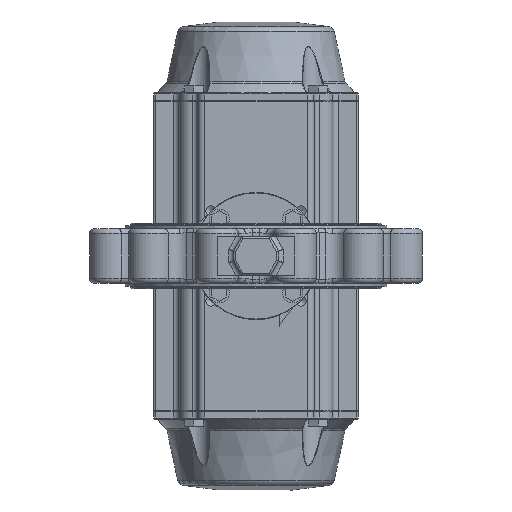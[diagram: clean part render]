
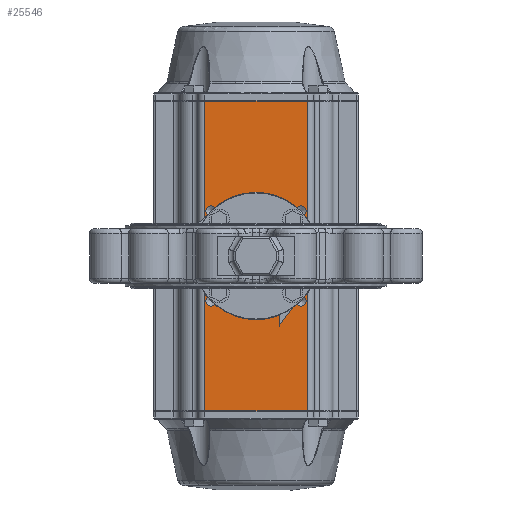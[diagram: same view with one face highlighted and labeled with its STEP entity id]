
A CAD part, front view. The second image highlights one B-rep face of the part: STEP entity #25546.
In plain terms, the highlighted planar face has unit normal (0, -1, 0).
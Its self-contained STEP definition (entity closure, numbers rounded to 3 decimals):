
#2794=CIRCLE('',#31019,34.);
#2796=CIRCLE('',#31022,5.1);
#2798=CIRCLE('',#31026,5.1);
#2800=CIRCLE('',#31030,5.1);
#2802=CIRCLE('',#31034,5.1);
#2804=CIRCLE('',#31038,4.25);
#2806=CIRCLE('',#31042,4.25);
#2808=CIRCLE('',#31046,4.25);
#2810=CIRCLE('',#31050,4.25);
#10602=ORIENTED_EDGE('',*,*,#14582,.F.);
#10603=ORIENTED_EDGE('',*,*,#14583,.T.);
#10604=ORIENTED_EDGE('',*,*,#13623,.T.);
#10605=ORIENTED_EDGE('',*,*,#14584,.T.);
#10606=ORIENTED_EDGE('',*,*,#13572,.T.);
#10607=ORIENTED_EDGE('',*,*,#13574,.F.);
#10608=ORIENTED_EDGE('',*,*,#13576,.F.);
#10609=ORIENTED_EDGE('',*,*,#13578,.F.);
#10610=ORIENTED_EDGE('',*,*,#13580,.F.);
#10611=ORIENTED_EDGE('',*,*,#13582,.F.);
#10612=ORIENTED_EDGE('',*,*,#13584,.F.);
#10613=ORIENTED_EDGE('',*,*,#13586,.F.);
#10614=ORIENTED_EDGE('',*,*,#13588,.F.);
#13572=EDGE_CURVE('',#16392,#16392,#2794,.T.);
#13574=EDGE_CURVE('',#16394,#16394,#2796,.T.);
#13576=EDGE_CURVE('',#16397,#16397,#2798,.T.);
#13578=EDGE_CURVE('',#16400,#16400,#2800,.T.);
#13580=EDGE_CURVE('',#16403,#16403,#2802,.T.);
#13582=EDGE_CURVE('',#16406,#16406,#2804,.T.);
#13584=EDGE_CURVE('',#16409,#16409,#2806,.T.);
#13586=EDGE_CURVE('',#16412,#16412,#2808,.T.);
#13588=EDGE_CURVE('',#16415,#16415,#2810,.T.);
#13623=EDGE_CURVE('',#16379,#16463,#18010,.T.);
#14582=EDGE_CURVE('',#17043,#16373,#18244,.T.);
#14583=EDGE_CURVE('',#17043,#16379,#18245,.T.);
#14584=EDGE_CURVE('',#16463,#16373,#18246,.T.);
#16373=VERTEX_POINT('',#53804);
#16379=VERTEX_POINT('',#53819);
#16392=VERTEX_POINT('',#53850);
#16394=VERTEX_POINT('',#53855);
#16397=VERTEX_POINT('',#53862);
#16400=VERTEX_POINT('',#53869);
#16403=VERTEX_POINT('',#53876);
#16406=VERTEX_POINT('',#53883);
#16409=VERTEX_POINT('',#53890);
#16412=VERTEX_POINT('',#53897);
#16415=VERTEX_POINT('',#53904);
#16463=VERTEX_POINT('',#54017);
#17043=VERTEX_POINT('',#64220);
#18010=LINE('',#54018,#19276);
#18244=LINE('',#64219,#19510);
#18245=LINE('',#64221,#19511);
#18246=LINE('',#64222,#19512);
#19276=VECTOR('',#36938,1000.);
#19510=VECTOR('',#38598,1000.);
#19511=VECTOR('',#38599,1000.);
#19512=VECTOR('',#38600,1000.);
#21462=EDGE_LOOP('',(#10602,#10603,#10604,#10605));
#21463=EDGE_LOOP('',(#10606));
#21464=EDGE_LOOP('',(#10607));
#21465=EDGE_LOOP('',(#10608));
#21466=EDGE_LOOP('',(#10609));
#21467=EDGE_LOOP('',(#10610));
#21468=EDGE_LOOP('',(#10611));
#21469=EDGE_LOOP('',(#10612));
#21470=EDGE_LOOP('',(#10613));
#21471=EDGE_LOOP('',(#10614));
#23445=FACE_BOUND('',#21462,.T.);
#23446=FACE_BOUND('',#21463,.T.);
#23447=FACE_BOUND('',#21464,.T.);
#23448=FACE_BOUND('',#21465,.T.);
#23449=FACE_BOUND('',#21466,.T.);
#23450=FACE_BOUND('',#21467,.T.);
#23451=FACE_BOUND('',#21468,.T.);
#23452=FACE_BOUND('',#21469,.T.);
#23453=FACE_BOUND('',#21470,.T.);
#23454=FACE_BOUND('',#21471,.T.);
#23993=PLANE('',#31825);
#25546=ADVANCED_FACE('',(#23445,#23446,#23447,#23448,#23449,#23450,#23451,
#23452,#23453,#23454),#23993,.F.);
#31019=AXIS2_PLACEMENT_3D('',#53849,#36747,#36748);
#31022=AXIS2_PLACEMENT_3D('',#53854,#36753,#36754);
#31026=AXIS2_PLACEMENT_3D('',#53861,#36761,#36762);
#31030=AXIS2_PLACEMENT_3D('',#53868,#36769,#36770);
#31034=AXIS2_PLACEMENT_3D('',#53875,#36777,#36778);
#31038=AXIS2_PLACEMENT_3D('',#53882,#36785,#36786);
#31042=AXIS2_PLACEMENT_3D('',#53889,#36793,#36794);
#31046=AXIS2_PLACEMENT_3D('',#53896,#36801,#36802);
#31050=AXIS2_PLACEMENT_3D('',#53903,#36809,#36810);
#31825=AXIS2_PLACEMENT_3D('',#64218,#38596,#38597);
#36747=DIRECTION('',(0.,1.,0.));
#36748=DIRECTION('',(-1.,0.,0.));
#36753=DIRECTION('',(0.,-1.,0.));
#36754=DIRECTION('',(0.,0.,-1.));
#36761=DIRECTION('',(0.,-1.,0.));
#36762=DIRECTION('',(0.,0.,-1.));
#36769=DIRECTION('',(0.,-1.,0.));
#36770=DIRECTION('',(0.,0.,-1.));
#36777=DIRECTION('',(0.,-1.,0.));
#36778=DIRECTION('',(0.,0.,-1.));
#36785=DIRECTION('',(0.,-1.,0.));
#36786=DIRECTION('',(0.,0.,-1.));
#36793=DIRECTION('',(0.,-1.,0.));
#36794=DIRECTION('',(0.,0.,-1.));
#36801=DIRECTION('',(0.,-1.,0.));
#36802=DIRECTION('',(0.,0.,-1.));
#36809=DIRECTION('',(0.,-1.,0.));
#36810=DIRECTION('',(0.,0.,-1.));
#36938=DIRECTION('',(0.,0.,-1.));
#38596=DIRECTION('',(0.,1.,0.));
#38597=DIRECTION('',(1.,0.,0.));
#38598=DIRECTION('',(0.,0.,-1.));
#38599=DIRECTION('',(-1.,0.,0.));
#38600=DIRECTION('',(1.,0.,0.));
#53804=CARTESIAN_POINT('',(50.5,-98.,-152.25));
#53819=CARTESIAN_POINT('',(-50.5,-98.,152.25));
#53849=CARTESIAN_POINT('',(0.,-98.,0.));
#53850=CARTESIAN_POINT('',(-34.,-98.,0.));
#53854=CARTESIAN_POINT('',(-44.194,-98.,44.194));
#53855=CARTESIAN_POINT('',(-44.194,-98.,39.094));
#53861=CARTESIAN_POINT('',(44.194,-98.,44.194));
#53862=CARTESIAN_POINT('',(44.194,-98.,39.094));
#53868=CARTESIAN_POINT('',(44.194,-98.,-44.194));
#53869=CARTESIAN_POINT('',(44.194,-98.,-49.294));
#53875=CARTESIAN_POINT('',(-44.194,-98.,-44.194));
#53876=CARTESIAN_POINT('',(-44.194,-98.,-49.294));
#53882=CARTESIAN_POINT('',(-36.06,-98.,36.06));
#53883=CARTESIAN_POINT('',(-36.06,-98.,31.81));
#53889=CARTESIAN_POINT('',(-36.06,-98.,-36.06));
#53890=CARTESIAN_POINT('',(-36.06,-98.,-40.31));
#53896=CARTESIAN_POINT('',(36.06,-98.,-36.06));
#53897=CARTESIAN_POINT('',(36.06,-98.,-40.31));
#53903=CARTESIAN_POINT('',(36.06,-98.,36.06));
#53904=CARTESIAN_POINT('',(36.06,-98.,31.81));
#54017=CARTESIAN_POINT('',(-50.5,-98.,-152.25));
#54018=CARTESIAN_POINT('',(-50.5,-98.,152.75));
#64218=CARTESIAN_POINT('',(0.,-98.,152.75));
#64219=CARTESIAN_POINT('',(50.5,-98.,152.75));
#64220=CARTESIAN_POINT('',(50.5,-98.,152.25));
#64221=CARTESIAN_POINT('',(-50.5,-98.,152.25));
#64222=CARTESIAN_POINT('',(0.,-98.,-152.25));
